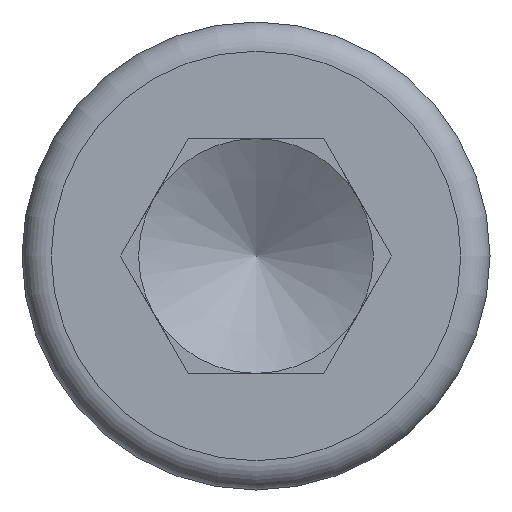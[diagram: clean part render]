
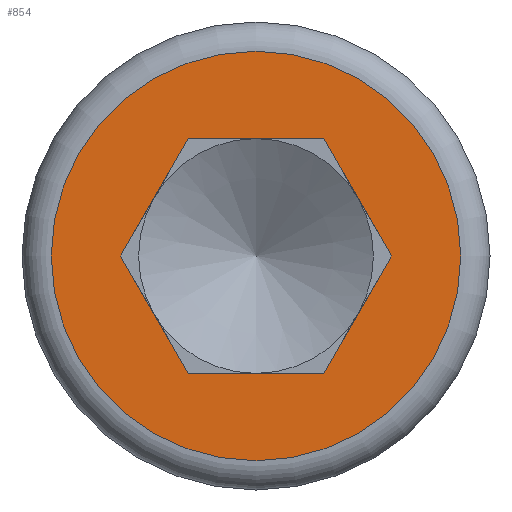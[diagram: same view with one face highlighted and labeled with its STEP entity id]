
A CAD part, left-side view. The second image highlights one B-rep face of the part: STEP entity #854.
In plain terms, the highlighted planar face has unit normal (-1, 0, 0).
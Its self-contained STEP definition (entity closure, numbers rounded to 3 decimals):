
#43 = VERTEX_POINT ( 'NONE', #1784 ) ;
#81 = CARTESIAN_POINT ( 'NONE',  ( 0., -2.317, 4.013 ) ) ;
#92 = FACE_OUTER_BOUND ( 'NONE', #480, .T. ) ;
#93 = ORIENTED_EDGE ( 'NONE', *, *, #1769, .F. ) ;
#101 = CARTESIAN_POINT ( 'NONE',  ( 0., 0., 7. ) ) ;
#132 = CARTESIAN_POINT ( 'NONE',  ( 0., 0., 0. ) ) ;
#139 = AXIS2_PLACEMENT_3D ( 'NONE', #781, #152, #1075 ) ;
#152 = DIRECTION ( 'NONE',  ( -1., 0., 0. ) ) ;
#160 = ORIENTED_EDGE ( 'NONE', *, *, #1357, .T. ) ;
#269 = EDGE_CURVE ( 'NONE', #1402, #1402, #1018, .T. ) ;
#282 = CARTESIAN_POINT ( 'NONE',  ( 0., 2.317, 4.012 ) ) ;
#289 = PLANE ( 'NONE',  #806 ) ;
#301 = VERTEX_POINT ( 'NONE', #282 ) ;
#333 = CARTESIAN_POINT ( 'NONE',  ( 0., -2.317, 4.013 ) ) ;
#339 = EDGE_CURVE ( 'NONE', #43, #301, #558, .T. ) ;
#340 = LINE ( 'NONE', #1558, #1447 ) ;
#353 = DIRECTION ( 'NONE',  ( 0., 1., 0. ) ) ;
#376 = CARTESIAN_POINT ( 'NONE',  ( 0., -2.317, 4.013 ) ) ;
#442 = VERTEX_POINT ( 'NONE', #333 ) ;
#471 = VECTOR ( 'NONE', #472, 1000. ) ;
#472 = DIRECTION ( 'NONE',  ( 0., -0.5, 0.866 ) ) ;
#480 = EDGE_LOOP ( 'NONE', ( #495 ) ) ;
#487 = DIRECTION ( 'NONE',  ( 0., -0.5, -0.866 ) ) ;
#495 = ORIENTED_EDGE ( 'NONE', *, *, #269, .T. ) ;
#558 = LINE ( 'NONE', #1060, #471 ) ;
#569 = DIRECTION ( 'NONE',  ( 0., 0., 1. ) ) ;
#599 = CARTESIAN_POINT ( 'NONE',  ( 0., -4.633, 0. ) ) ;
#700 = DIRECTION ( 'NONE',  ( 0., 0.5, -0.866 ) ) ;
#743 = VERTEX_POINT ( 'NONE', #599 ) ;
#781 = CARTESIAN_POINT ( 'NONE',  ( 0., 0., 0. ) ) ;
#806 = AXIS2_PLACEMENT_3D ( 'NONE', #132, #1220, #569 ) ;
#834 = VECTOR ( 'NONE', #700, 1000. ) ;
#854 = ADVANCED_FACE ( 'NONE', ( #1695, #92 ), #289, .T. ) ;
#986 = CARTESIAN_POINT ( 'NONE',  ( 0., -2.317, -4.013 ) ) ;
#994 = DIRECTION ( 'NONE',  ( 0., -1., 0. ) ) ;
#1018 = CIRCLE ( 'NONE', #139, 7. ) ;
#1060 = CARTESIAN_POINT ( 'NONE',  ( 0., 4.633, 0. ) ) ;
#1071 = ORIENTED_EDGE ( 'NONE', *, *, #339, .T. ) ;
#1075 = DIRECTION ( 'NONE',  ( 0., 0., 1. ) ) ;
#1087 = EDGE_CURVE ( 'NONE', #43, #1417, #340, .T. ) ;
#1124 = VECTOR ( 'NONE', #353, 1000. ) ;
#1166 = CARTESIAN_POINT ( 'NONE',  ( 0., -4.633, 0. ) ) ;
#1171 = LINE ( 'NONE', #1166, #834 ) ;
#1220 = DIRECTION ( 'NONE',  ( -1., 0., 0. ) ) ;
#1357 = EDGE_CURVE ( 'NONE', #743, #1845, #1171, .T. ) ;
#1402 = VERTEX_POINT ( 'NONE', #101 ) ;
#1417 = VERTEX_POINT ( 'NONE', #1818 ) ;
#1447 = VECTOR ( 'NONE', #487, 1000. ) ;
#1455 = LINE ( 'NONE', #376, #1124 ) ;
#1475 = VECTOR ( 'NONE', #1652, 1000. ) ;
#1496 = EDGE_CURVE ( 'NONE', #442, #743, #1937, .T. ) ;
#1558 = CARTESIAN_POINT ( 'NONE',  ( 0., 4.633, 0. ) ) ;
#1573 = VECTOR ( 'NONE', #994, 1000. ) ;
#1614 = CARTESIAN_POINT ( 'NONE',  ( 0., 2.317, -4.013 ) ) ;
#1652 = DIRECTION ( 'NONE',  ( 0., -0.5, -0.866 ) ) ;
#1695 = FACE_BOUND ( 'NONE', #1840, .T. ) ;
#1769 = EDGE_CURVE ( 'NONE', #1417, #1845, #1930, .T. ) ;
#1784 = CARTESIAN_POINT ( 'NONE',  ( 0., 4.633, 0. ) ) ;
#1793 = EDGE_CURVE ( 'NONE', #442, #301, #1455, .T. ) ;
#1818 = CARTESIAN_POINT ( 'NONE',  ( 0., 2.317, -4.013 ) ) ;
#1840 = EDGE_LOOP ( 'NONE', ( #1071, #1976, #2001, #160, #93, #1849 ) ) ;
#1845 = VERTEX_POINT ( 'NONE', #986 ) ;
#1849 = ORIENTED_EDGE ( 'NONE', *, *, #1087, .F. ) ;
#1930 = LINE ( 'NONE', #1614, #1573 ) ;
#1937 = LINE ( 'NONE', #81, #1475 ) ;
#1976 = ORIENTED_EDGE ( 'NONE', *, *, #1793, .F. ) ;
#2001 = ORIENTED_EDGE ( 'NONE', *, *, #1496, .T. ) ;
